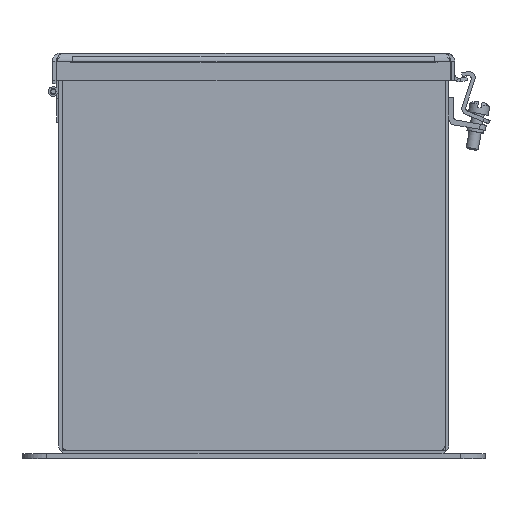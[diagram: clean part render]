
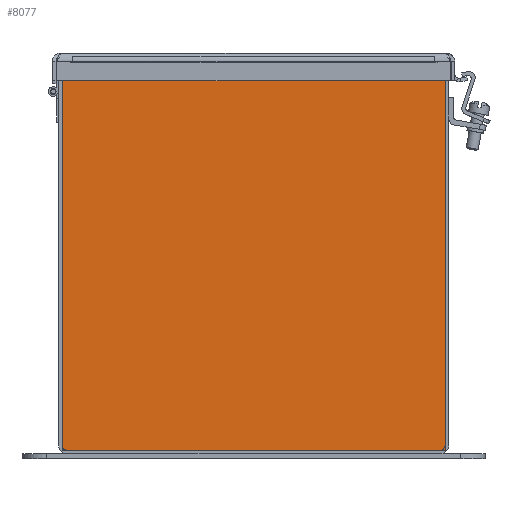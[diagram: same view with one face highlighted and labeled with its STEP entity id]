
A CAD part, left-side view. The second image highlights one B-rep face of the part: STEP entity #8077.
In plain terms, the highlighted planar face has unit normal (-1, 0, 0).
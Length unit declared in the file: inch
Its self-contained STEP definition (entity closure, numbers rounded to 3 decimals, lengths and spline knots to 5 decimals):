
#66 = DIRECTION ( 'NONE',  ( 0., 0., 1. ) ) ;
#627 = CARTESIAN_POINT ( 'NONE',  ( -12., -3.4277, 2.75 ) ) ;
#684 = EDGE_CURVE ( 'NONE', #21356, #4786, #17643, .T. ) ;
#2388 = CARTESIAN_POINT ( 'NONE',  ( -12., 3.4277, 6.676 ) ) ;
#2487 = CARTESIAN_POINT ( 'NONE',  ( -12., 0., 6.676 ) ) ;
#3060 = ORIENTED_EDGE ( 'NONE', *, *, #26464, .T. ) ;
#4510 = CARTESIAN_POINT ( 'NONE',  ( -12., 3.4275, 6.58205 ) ) ;
#4786 = VERTEX_POINT ( 'NONE', #12938 ) ;
#4876 = DIRECTION ( 'NONE',  ( 0., 0., -1. ) ) ;
#5033 = LINE ( 'NONE', #18737, #18078 ) ;
#6617 = CARTESIAN_POINT ( 'NONE',  ( -12., -3.926, -1.176 ) ) ;
#6931 = VERTEX_POINT ( 'NONE', #29334 ) ;
#6946 = VECTOR ( 'NONE', #66, 39.37008 ) ;
#7021 = EDGE_CURVE ( 'NONE', #23814, #14586, #20729, .T. ) ;
#7435 = LINE ( 'NONE', #2487, #26229 ) ;
#7781 = LINE ( 'NONE', #19784, #9057 ) ;
#8038 = LINE ( 'NONE', #26845, #22416 ) ;
#8051 = ORIENTED_EDGE ( 'NONE', *, *, #29962, .T. ) ;
#8077 = ADVANCED_FACE ( 'NONE', ( #28859 ), #14618, .F. ) ;
#8520 = VECTOR ( 'NONE', #15944, 39.37008 ) ;
#8547 = EDGE_CURVE ( 'NONE', #21053, #11639, #5033, .T. ) ;
#8677 = DIRECTION ( 'NONE',  ( 0., 0., 1. ) ) ;
#8787 = VECTOR ( 'NONE', #8677, 39.37008 ) ;
#8895 = ORIENTED_EDGE ( 'NONE', *, *, #30147, .F. ) ;
#9057 = VECTOR ( 'NONE', #17059, 39.37008 ) ;
#9323 = VECTOR ( 'NONE', #17023, 39.37008 ) ;
#9486 = CARTESIAN_POINT ( 'NONE',  ( -12., 3.4277, 2.75 ) ) ;
#9672 = CARTESIAN_POINT ( 'NONE',  ( -12., 3.926, 2.75 ) ) ;
#10583 = LINE ( 'NONE', #19715, #18463 ) ;
#10736 = ORIENTED_EDGE ( 'NONE', *, *, #16152, .F. ) ;
#10934 = EDGE_CURVE ( 'NONE', #11639, #17852, #10583, .T. ) ;
#11232 = VECTOR ( 'NONE', #4876, 39.37008 ) ;
#11531 = DIRECTION ( 'NONE',  ( 1., 0., 0. ) ) ;
#11639 = VERTEX_POINT ( 'NONE', #6617 ) ;
#11827 = DIRECTION ( 'NONE',  ( 0., 0., 1. ) ) ;
#12185 = AXIS2_PLACEMENT_3D ( 'NONE', #30341, #11531, #16386 ) ;
#12194 = EDGE_CURVE ( 'NONE', #19722, #23814, #28379, .T. ) ;
#12324 = LINE ( 'NONE', #627, #8787 ) ;
#12420 = ORIENTED_EDGE ( 'NONE', *, *, #8547, .F. ) ;
#12938 = CARTESIAN_POINT ( 'NONE',  ( -12., -3.4275, 6.58205 ) ) ;
#13211 = VERTEX_POINT ( 'NONE', #26855 ) ;
#13968 = CARTESIAN_POINT ( 'NONE',  ( -12., 3.4277, 6.58205 ) ) ;
#14018 = VERTEX_POINT ( 'NONE', #4510 ) ;
#14532 = VECTOR ( 'NONE', #11827, 39.37008 ) ;
#14586 = VERTEX_POINT ( 'NONE', #13968 ) ;
#14609 = LINE ( 'NONE', #28709, #25648 ) ;
#14618 = PLANE ( 'NONE',  #12185 ) ;
#14995 = ORIENTED_EDGE ( 'NONE', *, *, #26471, .T. ) ;
#15944 = DIRECTION ( 'NONE',  ( 0., 1., 0. ) ) ;
#16152 = EDGE_CURVE ( 'NONE', #17852, #19722, #16178, .T. ) ;
#16178 = LINE ( 'NONE', #9672, #6946 ) ;
#16287 = DIRECTION ( 'NONE',  ( 0., 0., -1. ) ) ;
#16386 = DIRECTION ( 'NONE',  ( 0., 1., 0. ) ) ;
#16854 = CARTESIAN_POINT ( 'NONE',  ( -12., 0., 6.676 ) ) ;
#17023 = DIRECTION ( 'NONE',  ( 0., -1., 0. ) ) ;
#17059 = DIRECTION ( 'NONE',  ( 0., 1., 0. ) ) ;
#17299 = DIRECTION ( 'NONE',  ( 0., -1., 0. ) ) ;
#17601 = CARTESIAN_POINT ( 'NONE',  ( -12., -3.926, 6.676 ) ) ;
#17643 = LINE ( 'NONE', #29882, #8520 ) ;
#17852 = VERTEX_POINT ( 'NONE', #22242 ) ;
#18078 = VECTOR ( 'NONE', #16287, 39.37008 ) ;
#18109 = VERTEX_POINT ( 'NONE', #19434 ) ;
#18463 = VECTOR ( 'NONE', #19862, 39.37008 ) ;
#18574 = CARTESIAN_POINT ( 'NONE',  ( -12., 3.926, 6.676 ) ) ;
#18737 = CARTESIAN_POINT ( 'NONE',  ( -12., -3.926, 2.75 ) ) ;
#18830 = CARTESIAN_POINT ( 'NONE',  ( -12., -3.4275, 6.58205 ) ) ;
#19434 = CARTESIAN_POINT ( 'NONE',  ( -12., -3.4275, 6.58225 ) ) ;
#19715 = CARTESIAN_POINT ( 'NONE',  ( -12., 0., -1.176 ) ) ;
#19722 = VERTEX_POINT ( 'NONE', #18574 ) ;
#19784 = CARTESIAN_POINT ( 'NONE',  ( -12., 3.4275, 6.58205 ) ) ;
#19862 = DIRECTION ( 'NONE',  ( 0., 1., 0. ) ) ;
#20615 = ORIENTED_EDGE ( 'NONE', *, *, #10934, .F. ) ;
#20729 = LINE ( 'NONE', #9486, #11232 ) ;
#21053 = VERTEX_POINT ( 'NONE', #17601 ) ;
#21065 = ORIENTED_EDGE ( 'NONE', *, *, #25690, .F. ) ;
#21149 = ORIENTED_EDGE ( 'NONE', *, *, #684, .T. ) ;
#21356 = VERTEX_POINT ( 'NONE', #22640 ) ;
#22139 = ORIENTED_EDGE ( 'NONE', *, *, #27735, .F. ) ;
#22242 = CARTESIAN_POINT ( 'NONE',  ( -12., 3.926, -1.176 ) ) ;
#22416 = VECTOR ( 'NONE', #17299, 39.37008 ) ;
#22640 = CARTESIAN_POINT ( 'NONE',  ( -12., -3.4277, 6.58205 ) ) ;
#23775 = LINE ( 'NONE', #18830, #14532 ) ;
#23814 = VERTEX_POINT ( 'NONE', #2388 ) ;
#25363 = ORIENTED_EDGE ( 'NONE', *, *, #7021, .F. ) ;
#25648 = VECTOR ( 'NONE', #26449, 39.37008 ) ;
#25690 = EDGE_CURVE ( 'NONE', #21356, #6931, #12324, .T. ) ;
#25788 = DIRECTION ( 'NONE',  ( 0., -1., 0. ) ) ;
#26229 = VECTOR ( 'NONE', #25788, 39.37008 ) ;
#26449 = DIRECTION ( 'NONE',  ( 0., 0., -1. ) ) ;
#26464 = EDGE_CURVE ( 'NONE', #13211, #14018, #14609, .T. ) ;
#26471 = EDGE_CURVE ( 'NONE', #14018, #14586, #7781, .T. ) ;
#26472 = EDGE_LOOP ( 'NONE', ( #21149, #8051, #8895, #3060, #14995, #25363, #28963, #10736, #20615, #12420, #22139, #21065 ) ) ;
#26845 = CARTESIAN_POINT ( 'NONE',  ( -12., 0., 6.58225 ) ) ;
#26855 = CARTESIAN_POINT ( 'NONE',  ( -12., 3.4275, 6.58225 ) ) ;
#27735 = EDGE_CURVE ( 'NONE', #6931, #21053, #7435, .T. ) ;
#28379 = LINE ( 'NONE', #16854, #9323 ) ;
#28709 = CARTESIAN_POINT ( 'NONE',  ( -12., 3.4275, 6.676 ) ) ;
#28859 = FACE_OUTER_BOUND ( 'NONE', #26472, .T. ) ;
#28963 = ORIENTED_EDGE ( 'NONE', *, *, #12194, .F. ) ;
#29334 = CARTESIAN_POINT ( 'NONE',  ( -12., -3.4277, 6.676 ) ) ;
#29882 = CARTESIAN_POINT ( 'NONE',  ( -12., -3.4277, 6.58205 ) ) ;
#29962 = EDGE_CURVE ( 'NONE', #4786, #18109, #23775, .T. ) ;
#30147 = EDGE_CURVE ( 'NONE', #13211, #18109, #8038, .T. ) ;
#30341 = CARTESIAN_POINT ( 'NONE',  ( -12., 0., 2.75 ) ) ;
